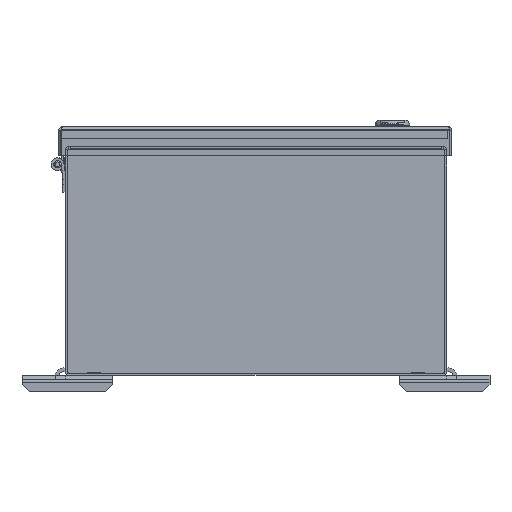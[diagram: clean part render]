
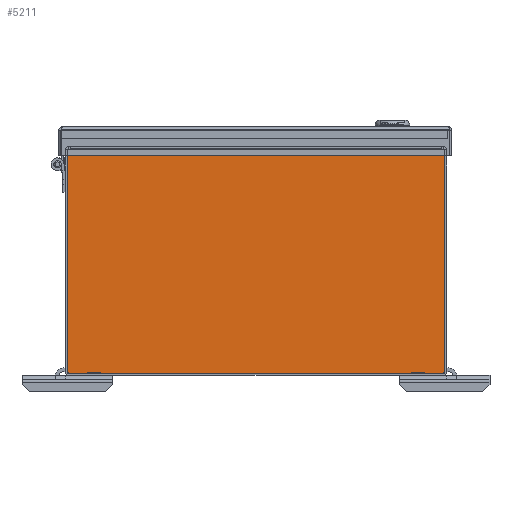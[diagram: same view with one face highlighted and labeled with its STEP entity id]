
A CAD part, front view. The second image highlights one B-rep face of the part: STEP entity #5211.
In plain terms, the highlighted planar face has unit normal (0, -1, 0).
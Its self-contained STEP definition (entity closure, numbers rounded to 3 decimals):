
#5211 = ADVANCED_FACE( '', ( #10405 ), #10406, .T. );
#10405 = FACE_OUTER_BOUND( '', #41071, .T. );
#10406 = PLANE( '', #41072 );
#41071 = EDGE_LOOP( '', ( #57375, #57376, #57377, #57378, #57379, #57380 ) );
#41072 = AXIS2_PLACEMENT_3D( '', #57381, #57382, #57383 );
#57375 = ORIENTED_EDGE( '', *, *, #63636, .T. );
#57376 = ORIENTED_EDGE( '', *, *, #63817, .T. );
#57377 = ORIENTED_EDGE( '', *, *, #59316, .T. );
#57378 = ORIENTED_EDGE( '', *, *, #62132, .T. );
#57379 = ORIENTED_EDGE( '', *, *, #62030, .T. );
#57380 = ORIENTED_EDGE( '', *, *, #60565, .T. );
#57381 = CARTESIAN_POINT( '', ( 0., 0., 0. ) );
#57382 = DIRECTION( '', ( 0., -1., 0. ) );
#57383 = DIRECTION( '', ( 0., 0., -1. ) );
#59316 = EDGE_CURVE( '', #64607, #64605, #64608, .T. );
#60565 = EDGE_CURVE( '', #66741, #66742, #66743, .T. );
#62030 = EDGE_CURVE( '', #68961, #66741, #68962, .T. );
#62132 = EDGE_CURVE( '', #64605, #68961, #69104, .T. );
#63636 = EDGE_CURVE( '', #66742, #71005, #71007, .T. );
#63817 = EDGE_CURVE( '', #71005, #64607, #71205, .T. );
#64605 = VERTEX_POINT( '', #72946 );
#64607 = VERTEX_POINT( '', #72957 );
#64608 = LINE( '', #72958, #72959 );
#66741 = VERTEX_POINT( '', #78768 );
#66742 = VERTEX_POINT( '', #78769 );
#66743 = LINE( '', #78770, #78771 );
#68961 = VERTEX_POINT( '', #83953 );
#68962 = LINE( '', #83954, #83955 );
#69104 = LINE( '', #84268, #84269 );
#71005 = VERTEX_POINT( '', #88864 );
#71007 = LINE( '', #88867, #88868 );
#71205 = LINE( '', #89264, #89265 );
#72946 = CARTESIAN_POINT( '', ( -125.457, 0., 73.101 ) );
#72957 = CARTESIAN_POINT( '', ( 125.457, 0., 73.101 ) );
#72958 = CARTESIAN_POINT( '', ( 125.476, 0., 73.101 ) );
#72959 = VECTOR( '', #89825, 1000. );
#78768 = CARTESIAN_POINT( '', ( -125.476, 0., -75.438 ) );
#78769 = CARTESIAN_POINT( '', ( 125.476, 0., -75.438 ) );
#78770 = CARTESIAN_POINT( '', ( -125.476, 0., -75.438 ) );
#78771 = VECTOR( '', #90742, 1000. );
#83953 = CARTESIAN_POINT( '', ( -125.476, 0., 73.083 ) );
#83954 = CARTESIAN_POINT( '', ( -125.476, 0., 75.438 ) );
#83955 = VECTOR( '', #91985, 1000. );
#84268 = CARTESIAN_POINT( '', ( -115.611, 0., 82.947 ) );
#84269 = VECTOR( '', #92043, 1000. );
#88864 = CARTESIAN_POINT( '', ( 125.476, 0., 73.083 ) );
#88867 = CARTESIAN_POINT( '', ( 125.476, 0., -75.438 ) );
#88868 = VECTOR( '', #92927, 1000. );
#89264 = CARTESIAN_POINT( '', ( 126.003, 0., 72.556 ) );
#89265 = VECTOR( '', #92995, 1000. );
#89825 = DIRECTION( '', ( -1., 0., 0. ) );
#90742 = DIRECTION( '', ( 1., 0., 0. ) );
#91985 = DIRECTION( '', ( 0., 0., -1. ) );
#92043 = DIRECTION( '', ( -0.707, 0., -0.707 ) );
#92927 = DIRECTION( '', ( 0., 0., 1. ) );
#92995 = DIRECTION( '', ( -0.707, 0., 0.707 ) );
